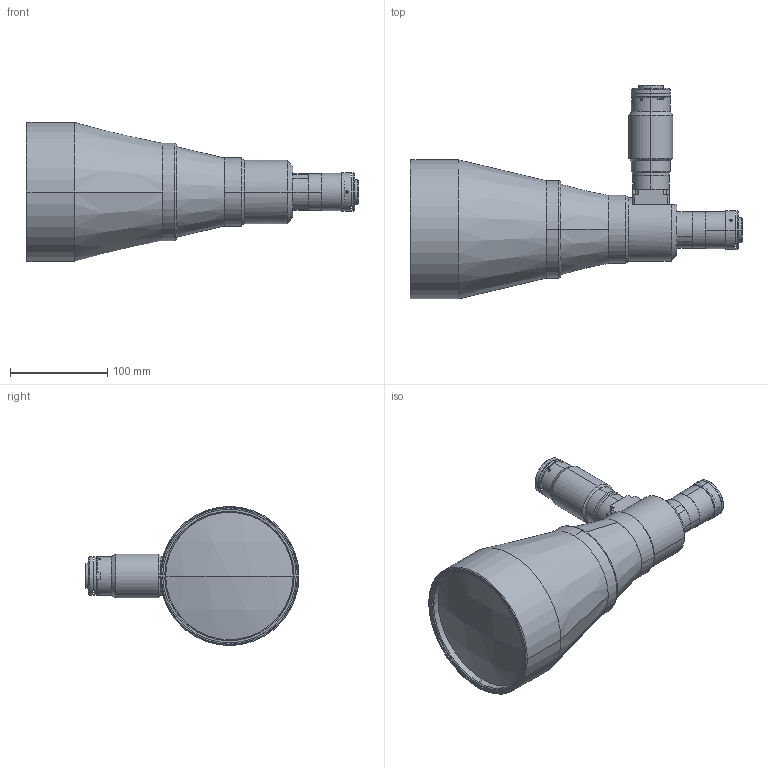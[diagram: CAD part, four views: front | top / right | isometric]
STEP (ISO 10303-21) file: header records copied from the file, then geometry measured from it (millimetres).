
FILE_DESCRIPTION (( 'STEP AP214' ), '1' );
FILE_NAME ('TCDP23C4MC096.STEP', '2015-10-15T09:26:41', ( '' ), ( '' ), 'SwSTEP 2.0', 'SolidWorks 2013', '' );
FILE_SCHEMA (( 'AUTOMOTIVE_DESIGN' ));
Length unit declared in the file: millimetre
Products named in the file (1): TCDP23C4MC096
Bounding box: 341.21 x 219.89 x 143 mm (x, y, z)
Surface area: 162285 mm2 (no closed solid volume)
Topology: 0 solids, 19 shells, 200 faces, 584 edges, 410 vertices
Faces by surface type: cylinder 83, plane 71, cone 40, torus 4, sphere 2
Entity records: 9410 total; most frequent: CARTESIAN_POINT 1729, DIRECTION 1234, ORIENTED_EDGE 975, EDGE_CURVE 584, AXIS2_PLACEMENT_3D 497, VERTEX_POINT 410, CIRCLE 296, EDGE_LOOP 258
